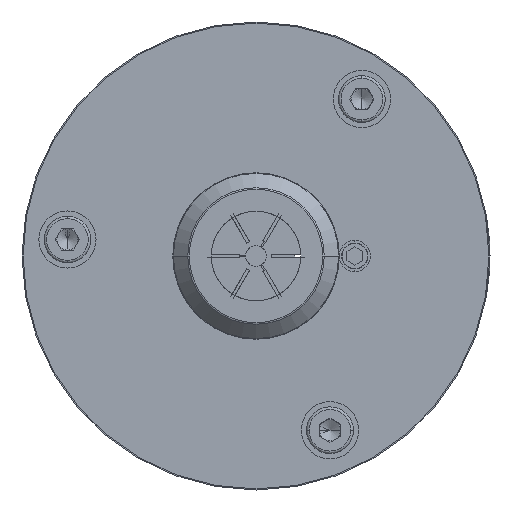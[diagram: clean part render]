
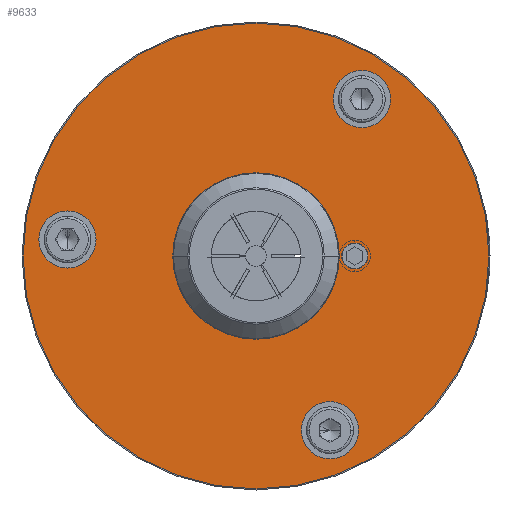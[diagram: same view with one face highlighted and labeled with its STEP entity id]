
A CAD part, left-side view. The second image highlights one B-rep face of the part: STEP entity #9633.
In plain terms, the highlighted planar face has unit normal (-1, 0, 0).
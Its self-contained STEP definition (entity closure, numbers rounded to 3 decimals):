
#1984 = CARTESIAN_POINT ( 'NONE',  ( -125.9, 0., -22.4 ) ) ;
#2225 = AXIS2_PLACEMENT_3D ( 'NONE', #2829, #2828, #2876 ) ;
#2400 = DIRECTION ( 'NONE',  ( -1., 0., 0. ) ) ;
#2401 = PLANE ( 'NONE',  #2403 ) ;
#2402 = CARTESIAN_POINT ( 'NONE',  ( -125.9, 22.4, 0. ) ) ;
#2403 = AXIS2_PLACEMENT_3D ( 'NONE', #2402, #2400, #2444 ) ;
#2404 = FACE_OUTER_BOUND ( 'NONE', #9852, .T. ) ;
#2405 = FACE_BOUND ( 'NONE', #9820, .T. ) ;
#2406 = FACE_BOUND ( 'NONE', #9688, .T. ) ;
#2407 = FACE_BOUND ( 'NONE', #9729, .T. ) ;
#2408 = FACE_BOUND ( 'NONE', #9717, .T. ) ;
#2409 = FACE_BOUND ( 'NONE', #9710, .T. ) ;
#2410 = DIRECTION ( 'NONE',  ( 0., 0., 1. ) ) ;
#2411 = DIRECTION ( 'NONE',  ( -1., 0., 0. ) ) ;
#2412 = CARTESIAN_POINT ( 'NONE',  ( -125.9, 18.131, 1.586 ) ) ;
#2413 = AXIS2_PLACEMENT_3D ( 'NONE', #2412, #2411, #2410 ) ;
#2414 = CIRCLE ( 'NONE', #2413, 2.75 ) ;
#2443 = CARTESIAN_POINT ( 'NONE',  ( -125.9, 0., 22.4 ) ) ;
#2444 = DIRECTION ( 'NONE',  ( 0., 0., 1. ) ) ;
#2469 = CARTESIAN_POINT ( 'NONE',  ( -125.9, 0., -7.2 ) ) ;
#2470 = CARTESIAN_POINT ( 'NONE',  ( -125.9, 0., 7.2 ) ) ;
#2471 = DIRECTION ( 'NONE',  ( 0., 0., -1. ) ) ;
#2472 = DIRECTION ( 'NONE',  ( 1., 0., 0. ) ) ;
#2473 = CARTESIAN_POINT ( 'NONE',  ( -125.9, 0., 0. ) ) ;
#2474 = AXIS2_PLACEMENT_3D ( 'NONE', #2473, #2472, #2471 ) ;
#2475 = CIRCLE ( 'NONE', #2474, 7.2 ) ;
#2584 = DIRECTION ( 'NONE',  ( 0., 0., 1. ) ) ;
#2585 = DIRECTION ( 'NONE',  ( -1., 0., 0. ) ) ;
#2586 = CARTESIAN_POINT ( 'NONE',  ( -125.9, -7.111, -16.753 ) ) ;
#2587 = AXIS2_PLACEMENT_3D ( 'NONE', #2586, #2585, #2584 ) ;
#2588 = CIRCLE ( 'NONE', #2587, 2.75 ) ;
#2592 = CARTESIAN_POINT ( 'NONE',  ( -125.9, -10.177, 17.838 ) ) ;
#2611 = CIRCLE ( 'NONE', #2225, 2.75 ) ;
#2626 = CARTESIAN_POINT ( 'NONE',  ( -125.9, 18.131, -1.164 ) ) ;
#2656 = DIRECTION ( 'NONE',  ( 0., 0., 1. ) ) ;
#2657 = DIRECTION ( 'NONE',  ( -1., 0., 0. ) ) ;
#2658 = CARTESIAN_POINT ( 'NONE',  ( -125.9, -9.5, 0. ) ) ;
#2659 = AXIS2_PLACEMENT_3D ( 'NONE', #2658, #2657, #2656 ) ;
#2660 = CIRCLE ( 'NONE', #2659, 1.25 ) ;
#2662 = CARTESIAN_POINT ( 'NONE',  ( -125.9, -9.5, -1.25 ) ) ;
#2663 = CARTESIAN_POINT ( 'NONE',  ( -125.9, -9.5, 1.25 ) ) ;
#2664 = DIRECTION ( 'NONE',  ( 0., 0., 1. ) ) ;
#2665 = DIRECTION ( 'NONE',  ( -1., 0., 0. ) ) ;
#2666 = CARTESIAN_POINT ( 'NONE',  ( -125.9, -9.5, 0. ) ) ;
#2667 = AXIS2_PLACEMENT_3D ( 'NONE', #2666, #2665, #2664 ) ;
#2668 = CIRCLE ( 'NONE', #2667, 1.25 ) ;
#2681 = DIRECTION ( 'NONE',  ( 0., 0., 1. ) ) ;
#2682 = DIRECTION ( 'NONE',  ( -1., 0., 0. ) ) ;
#2683 = CARTESIAN_POINT ( 'NONE',  ( -125.9, -7.111, -16.753 ) ) ;
#2684 = AXIS2_PLACEMENT_3D ( 'NONE', #2683, #2682, #2681 ) ;
#2685 = CIRCLE ( 'NONE', #2684, 2.75 ) ;
#2687 = CARTESIAN_POINT ( 'NONE',  ( -125.9, -10.177, 12.338 ) ) ;
#2688 = DIRECTION ( 'NONE',  ( 0., 0., -1. ) ) ;
#2689 = DIRECTION ( 'NONE',  ( 1., 0., 0. ) ) ;
#2690 = CARTESIAN_POINT ( 'NONE',  ( -125.9, 0., 0. ) ) ;
#2691 = AXIS2_PLACEMENT_3D ( 'NONE', #2690, #2689, #2688 ) ;
#2692 = CIRCLE ( 'NONE', #2691, 22.4 ) ;
#2828 = DIRECTION ( 'NONE',  ( -1., 0., 0. ) ) ;
#2829 = CARTESIAN_POINT ( 'NONE',  ( -125.9, 18.131, 1.586 ) ) ;
#2832 = CARTESIAN_POINT ( 'NONE',  ( -125.9, -7.111, -14.003 ) ) ;
#2833 = CARTESIAN_POINT ( 'NONE',  ( -125.9, -7.111, -19.503 ) ) ;
#2849 = DIRECTION ( 'NONE',  ( 0., 0., 1. ) ) ;
#2850 = DIRECTION ( 'NONE',  ( -1., 0., 0. ) ) ;
#2851 = CARTESIAN_POINT ( 'NONE',  ( -125.9, -10.177, 15.088 ) ) ;
#2852 = AXIS2_PLACEMENT_3D ( 'NONE', #2851, #2850, #2849 ) ;
#2856 = CIRCLE ( 'NONE', #2852, 2.75 ) ;
#2866 = DIRECTION ( 'NONE',  ( 0., 0., -1. ) ) ;
#2867 = DIRECTION ( 'NONE',  ( 1., 0., 0. ) ) ;
#2875 = CARTESIAN_POINT ( 'NONE',  ( -125.9, 18.131, 4.336 ) ) ;
#2876 = DIRECTION ( 'NONE',  ( 0., 0., 1. ) ) ;
#2877 = CARTESIAN_POINT ( 'NONE',  ( -125.9, 0., 0. ) ) ;
#2878 = AXIS2_PLACEMENT_3D ( 'NONE', #2877, #2867, #2866 ) ;
#2879 = CIRCLE ( 'NONE', #2878, 22.4 ) ;
#2880 = CARTESIAN_POINT ( 'NONE',  ( -125.9, -10.177, 15.088 ) ) ;
#2885 = DIRECTION ( 'NONE',  ( 0., 0., 1. ) ) ;
#2886 = DIRECTION ( 'NONE',  ( -1., 0., 0. ) ) ;
#2887 = AXIS2_PLACEMENT_3D ( 'NONE', #2880, #2886, #2885 ) ;
#2888 = CIRCLE ( 'NONE', #2887, 2.75 ) ;
#3108 = DIRECTION ( 'NONE',  ( 0., 0., -1. ) ) ;
#3109 = DIRECTION ( 'NONE',  ( 1., 0., 0. ) ) ;
#3110 = CARTESIAN_POINT ( 'NONE',  ( -125.9, 0., 0. ) ) ;
#3111 = AXIS2_PLACEMENT_3D ( 'NONE', #3110, #3109, #3108 ) ;
#3112 = CIRCLE ( 'NONE', #3111, 7.2 ) ;
#9424 = VERTEX_POINT ( 'NONE', #1984 ) ;
#9613 = EDGE_CURVE ( 'NONE', #9614, #9615, #2475, .T. ) ;
#9614 = VERTEX_POINT ( 'NONE', #2470 ) ;
#9615 = VERTEX_POINT ( 'NONE', #2469 ) ;
#9628 = VERTEX_POINT ( 'NONE', #2592 ) ;
#9629 = EDGE_CURVE ( 'NONE', #9739, #9740, #2588, .T. ) ;
#9632 = EDGE_CURVE ( 'NONE', #9694, #9679, #2414, .T. ) ;
#9633 = ADVANCED_FACE ( 'NONE', ( #2409, #2408, #2407, #2406, #2405, #2404 ), #2401, .T. ) ;
#9637 = VERTEX_POINT ( 'NONE', #2443 ) ;
#9679 = VERTEX_POINT ( 'NONE', #2626 ) ;
#9688 = EDGE_LOOP ( 'NONE', ( #9689, #9847 ) ) ;
#9689 = ORIENTED_EDGE ( 'NONE', *, *, #9755, .F. ) ;
#9693 = EDGE_CURVE ( 'NONE', #9679, #9694, #2611, .T. ) ;
#9694 = VERTEX_POINT ( 'NONE', #2875 ) ;
#9706 = EDGE_CURVE ( 'NONE', #9637, #9424, #2879, .T. ) ;
#9708 = EDGE_CURVE ( 'NONE', #9628, #9752, #2888, .T. ) ;
#9710 = EDGE_LOOP ( 'NONE', ( #9711, #9715 ) ) ;
#9711 = ORIENTED_EDGE ( 'NONE', *, *, #9712, .F. ) ;
#9712 = EDGE_CURVE ( 'NONE', #9713, #9714, #2668, .T. ) ;
#9713 = VERTEX_POINT ( 'NONE', #2663 ) ;
#9714 = VERTEX_POINT ( 'NONE', #2662 ) ;
#9715 = ORIENTED_EDGE ( 'NONE', *, *, #9716, .F. ) ;
#9716 = EDGE_CURVE ( 'NONE', #9714, #9713, #2660, .T. ) ;
#9717 = EDGE_LOOP ( 'NONE', ( #9727, #9728 ) ) ;
#9726 = EDGE_CURVE ( 'NONE', #9752, #9628, #2856, .T. ) ;
#9727 = ORIENTED_EDGE ( 'NONE', *, *, #9632, .F. ) ;
#9728 = ORIENTED_EDGE ( 'NONE', *, *, #9693, .F. ) ;
#9729 = EDGE_LOOP ( 'NONE', ( #9730, #9732 ) ) ;
#9730 = ORIENTED_EDGE ( 'NONE', *, *, #9708, .F. ) ;
#9732 = ORIENTED_EDGE ( 'NONE', *, *, #9726, .F. ) ;
#9739 = VERTEX_POINT ( 'NONE', #2833 ) ;
#9740 = VERTEX_POINT ( 'NONE', #2832 ) ;
#9751 = EDGE_CURVE ( 'NONE', #9424, #9637, #2692, .T. ) ;
#9752 = VERTEX_POINT ( 'NONE', #2687 ) ;
#9755 = EDGE_CURVE ( 'NONE', #9740, #9739, #2685, .T. ) ;
#9779 = ORIENTED_EDGE ( 'NONE', *, *, #9613, .T. ) ;
#9820 = EDGE_LOOP ( 'NONE', ( #9848, #9779 ) ) ;
#9847 = ORIENTED_EDGE ( 'NONE', *, *, #9629, .F. ) ;
#9848 = ORIENTED_EDGE ( 'NONE', *, *, #9849, .T. ) ;
#9849 = EDGE_CURVE ( 'NONE', #9615, #9614, #3112, .T. ) ;
#9850 = ORIENTED_EDGE ( 'NONE', *, *, #9706, .F. ) ;
#9851 = ORIENTED_EDGE ( 'NONE', *, *, #9751, .F. ) ;
#9852 = EDGE_LOOP ( 'NONE', ( #9851, #9850 ) ) ;
